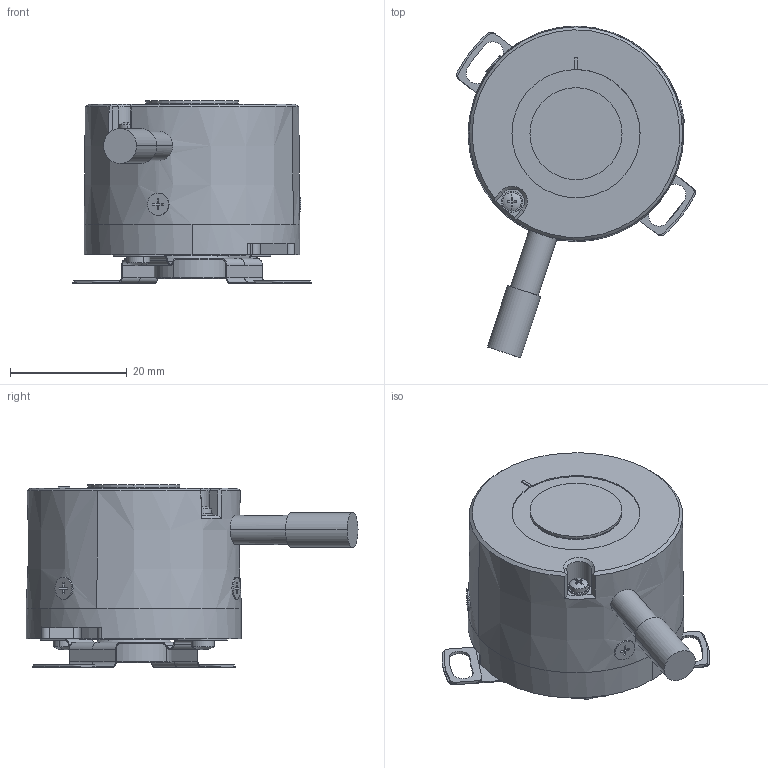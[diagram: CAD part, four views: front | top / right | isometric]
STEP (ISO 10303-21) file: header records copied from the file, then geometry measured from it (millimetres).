
FILE_DESCRIPTION(('CoCreate Modeling STEP Export'),'2;1');
FILE_NAME('35T2_PCD_40mm_coupling.stp','2023-08-17T14:56:46',(''),(''),'CoCreate Modeling STEP processor for AP203 (Solid Model)','CoCreate Modeling 17.0B 09-Oct-2010 (C) Parametric Technology GmbH','');
FILE_SCHEMA(('CONFIG_CONTROL_DESIGN'));
Length unit declared in the file: millimetre
Products named in the file (2): 35T2_PCD_40mm_coupling
Assembly tree (1 placements, depth 2):
  35T2_PCD_40mm_coupling
    35T2_PCD_40mm_coupling
Bounding box: 41.03 x 56.99 x 31.4 mm (x, y, z)
Volume: 26687.4 mm3; surface area: 8596.8 mm2
Topology: 2 solids, 8 shells, 376 faces, 971 edges, 627 vertices
Faces by surface type: cylinder 164, plane 157, cone 33, torus 14, sphere 6, bspline 2
Entity records: 11641 total; most frequent: CARTESIAN_POINT 2598, ORIENTED_EDGE 1938, DIRECTION 1752, EDGE_CURVE 969, AXIS2_PLACEMENT_3D 652, VERTEX_POINT 627, VECTOR 448, LINE 448
